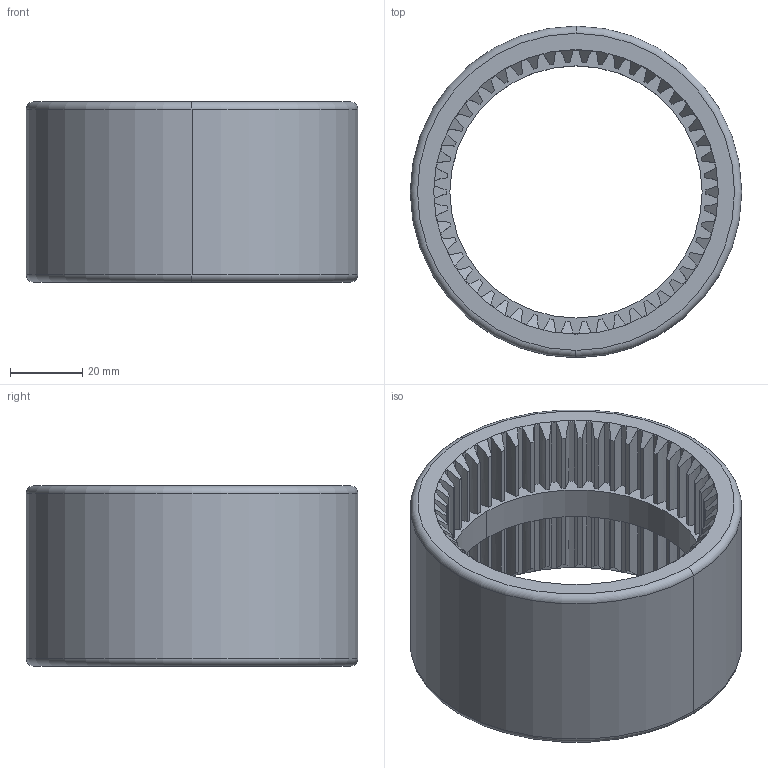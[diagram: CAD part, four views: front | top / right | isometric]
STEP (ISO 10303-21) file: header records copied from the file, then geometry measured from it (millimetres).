
FILE_DESCRIPTION((''),'2;1');
FILE_NAME('010421000000_INT','2006-02-06T',('Rathmann'),(''),'PRO/ENGINEER BY PARAMETRIC TECHNOLOGY CORPORATION, 2005180','PRO/ENGINEER BY PARAMETRIC TECHNOLOGY CORPORATION, 2005180','');
FILE_SCHEMA(('AUTOMOTIVE_DESIGN_CC2 { 1 2 10303 214 -1 1 5 2 }'));
Length unit declared in the file: millimetre
Products named in the file (1): 010421000000_INT
Bounding box: 92 x 92 x 50 mm (x, y, z)
Volume: 112170.3 mm3; surface area: 39552.2 mm2
Topology: 1 solids, 1 shells, 416 faces, 1233 edges, 822 vertices
Faces by surface type: cylinder 404, plane 4, cone 4, torus 4
Entity records: 14748 total; most frequent: CARTESIAN_POINT 3354, DIRECTION 2491, ORIENTED_EDGE 2464, EDGE_CURVE 1232, AXIS2_PLACEMENT_3D 1041, VERTEX_POINT 820, CIRCLE 624, EDGE_LOOP 420
